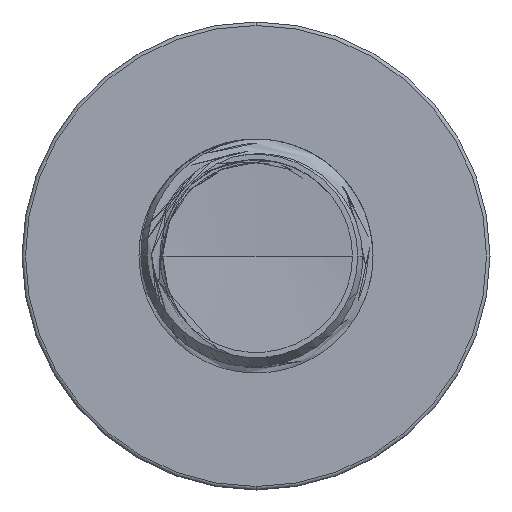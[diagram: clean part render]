
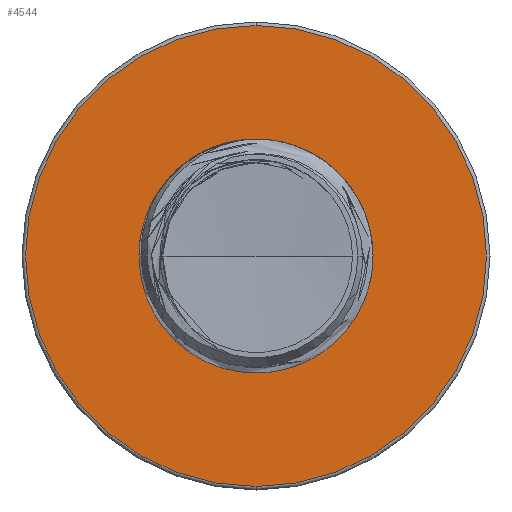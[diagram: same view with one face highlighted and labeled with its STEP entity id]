
A CAD part, front view. The second image highlights one B-rep face of the part: STEP entity #4544.
In plain terms, the highlighted planar face has unit normal (0, -1, 0).
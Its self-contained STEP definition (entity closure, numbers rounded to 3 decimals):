
#42 = CARTESIAN_POINT ( 'NONE',  ( 0., 30., 0. ) ) ;
#1958 = EDGE_CURVE ( 'NONE', #34745, #9580, #22932, .T. ) ;
#3270 = DIRECTION ( 'NONE',  ( 0., 0., -1. ) ) ;
#3672 = VERTEX_POINT ( 'NONE', #23005 ) ;
#3918 = AXIS2_PLACEMENT_3D ( 'NONE', #5613, #27601, #8800 ) ;
#4140 = CARTESIAN_POINT ( 'NONE',  ( 0., 30., 0. ) ) ;
#4492 = DIRECTION ( 'NONE',  ( 0., 0., -1. ) ) ;
#4544 = ADVANCED_FACE ( 'NONE', ( #39804, #15061 ), #4967, .T. ) ;
#4579 = DIRECTION ( 'NONE',  ( 0., -1., 0. ) ) ;
#4678 = CARTESIAN_POINT ( 'NONE',  ( 0., 30., 0. ) ) ;
#4840 = DIRECTION ( 'NONE',  ( 0., 0., -1. ) ) ;
#4883 = DIRECTION ( 'NONE',  ( 0., -1., 0. ) ) ;
#4967 = PLANE ( 'NONE',  #35820 ) ;
#5175 = CARTESIAN_POINT ( 'NONE',  ( 0., 30., 2.923 ) ) ;
#5613 = CARTESIAN_POINT ( 'NONE',  ( 0., 30., 0. ) ) ;
#7072 = VERTEX_POINT ( 'NONE', #30280 ) ;
#7280 = CARTESIAN_POINT ( 'NONE',  ( 0., 30., 2.923 ) ) ;
#7309 = DIRECTION ( 'NONE',  ( 0., 0., -1. ) ) ;
#7902 = EDGE_CURVE ( 'NONE', #9580, #34745, #8091, .T. ) ;
#8091 = CIRCLE ( 'NONE', #19525, 2.923 ) ;
#8604 = EDGE_CURVE ( 'NONE', #7072, #3672, #28184, .T. ) ;
#8750 = ORIENTED_EDGE ( 'NONE', *, *, #8604, .T. ) ;
#8800 = DIRECTION ( 'NONE',  ( 0., 0., -1. ) ) ;
#8858 = CIRCLE ( 'NONE', #27187, 5.91 ) ;
#9580 = VERTEX_POINT ( 'NONE', #7280 ) ;
#14748 = CARTESIAN_POINT ( 'NONE',  ( 0., 30., -2.923 ) ) ;
#15061 = FACE_BOUND ( 'NONE', #20559, .T. ) ;
#15849 = EDGE_LOOP ( 'NONE', ( #16203, #8750 ) ) ;
#16203 = ORIENTED_EDGE ( 'NONE', *, *, #21120, .T. ) ;
#19525 = AXIS2_PLACEMENT_3D ( 'NONE', #42, #22164, #3270 ) ;
#20559 = EDGE_LOOP ( 'NONE', ( #25498, #33662 ) ) ;
#21120 = EDGE_CURVE ( 'NONE', #3672, #7072, #8858, .T. ) ;
#22164 = DIRECTION ( 'NONE',  ( 0., -1., 0. ) ) ;
#22932 = CIRCLE ( 'NONE', #39143, 2.923 ) ;
#23005 = CARTESIAN_POINT ( 'NONE',  ( 0., 30., -5.91 ) ) ;
#25498 = ORIENTED_EDGE ( 'NONE', *, *, #1958, .F. ) ;
#26127 = DIRECTION ( 'NONE',  ( 0., -1., 0. ) ) ;
#27187 = AXIS2_PLACEMENT_3D ( 'NONE', #4140, #26127, #7309 ) ;
#27601 = DIRECTION ( 'NONE',  ( 0., -1., 0. ) ) ;
#28184 = CIRCLE ( 'NONE', #3918, 5.91 ) ;
#30280 = CARTESIAN_POINT ( 'NONE',  ( 0., 30., 5.91 ) ) ;
#33662 = ORIENTED_EDGE ( 'NONE', *, *, #7902, .F. ) ;
#34745 = VERTEX_POINT ( 'NONE', #14748 ) ;
#35820 = AXIS2_PLACEMENT_3D ( 'NONE', #5175, #4883, #4840 ) ;
#39143 = AXIS2_PLACEMENT_3D ( 'NONE', #4678, #4579, #4492 ) ;
#39804 = FACE_OUTER_BOUND ( 'NONE', #15849, .T. ) ;
